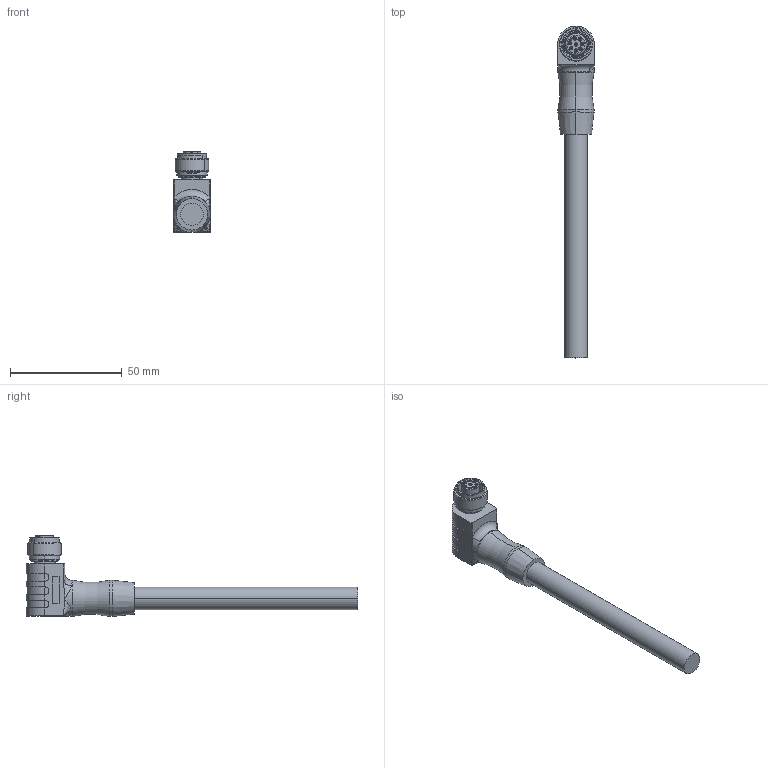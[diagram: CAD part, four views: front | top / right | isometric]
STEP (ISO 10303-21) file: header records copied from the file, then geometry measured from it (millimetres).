
FILE_DESCRIPTION((''),'2;1');
FILE_NAME('ELK8-M-P00_ASM','2019-03-26T',('xin.jin'),(''),'PRO/ENGINEER BY PARAMETRIC TECHNOLOGY CORPORATION, 2012060','PRO/ENGINEER BY PARAMETRIC TECHNOLOGY CORPORATION, 2012060','');
FILE_SCHEMA(('AUTOMOTIVE_DESIGN { 1 0 10303 214 1 1 1 1 }'));
Length unit declared in the file: millimetre
Products named in the file (1): ELK8-M-P00_ASM
Bounding box: 16.5 x 148.45 x 36.2 mm (x, y, z)
Volume: 20628.4 mm3; surface area: 8969.9 mm2
Topology: 1 solids, 17 shells, 539 faces, 1487 edges, 947 vertices
Faces by surface type: plane 240, cylinder 222, cone 42, bspline 18, torus 15, sphere 2
Entity records: 18998 total; most frequent: CARTESIAN_POINT 4919, DIRECTION 3014, ORIENTED_EDGE 2914, EDGE_CURVE 1457, AXIS2_PLACEMENT_3D 1167, VERTEX_POINT 947, VECTOR 680, LINE 680
